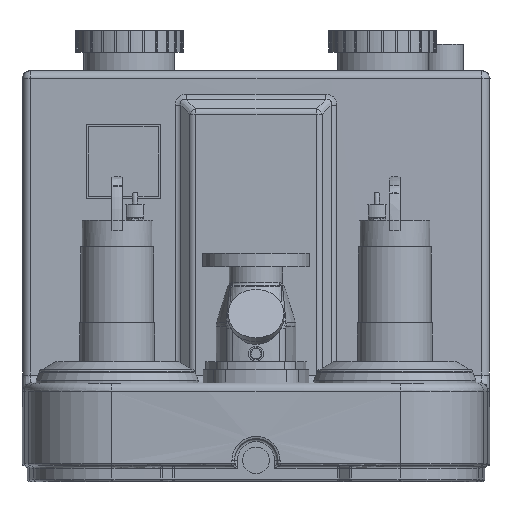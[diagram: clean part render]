
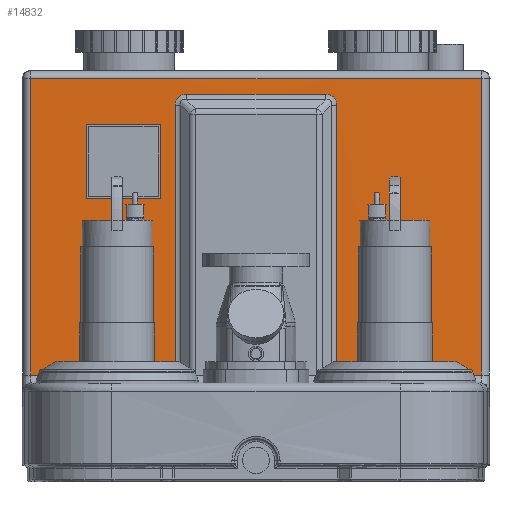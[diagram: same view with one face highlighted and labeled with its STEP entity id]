
A CAD part, front view. The second image highlights one B-rep face of the part: STEP entity #14832.
In plain terms, the highlighted cylindrical face has radius 50000 mm (diameter 100000 mm), a partial arc.
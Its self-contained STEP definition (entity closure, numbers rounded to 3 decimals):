
#183=B_SPLINE_CURVE_WITH_KNOTS('',3,(#27673,#27674,#27675,#27676,#27677,
#27678,#27679,#27680,#27681,#27682,#27683,#27684,#27685,#27686,#27687,#27688,
#27689,#27690,#27691,#27692,#27693,#27694,#27695,#27696,#27697,#27698,#27699),
 .UNSPECIFIED.,.F.,.F.,(4,1,1,1,1,1,1,1,1,1,1,1,1,1,1,1,1,1,1,1,1,1,1,1,
4),(-3.375,-3.134,-2.893,-2.652,
-2.411,-2.29,-2.17,-1.928,
-1.848,-1.607,-1.567,-1.527,
-1.446,-1.286,-1.205,-1.185,
-1.165,-0.964,-0.663,-0.633,
-0.603,-0.542,-0.512,-0.482,
0.),.UNSPECIFIED.);
#184=B_SPLINE_CURVE_WITH_KNOTS('',3,(#27702,#27703,#27704,#27705,#27706,
#27707,#27708,#27709,#27710,#27711,#27712,#27713,#27714,#27715,#27716,#27717,
#27718,#27719,#27720),.UNSPECIFIED.,.F.,.F.,(4,1,1,1,1,1,1,1,1,1,1,1,1,
1,1,1,4),(-3.375,-2.893,-2.772,-2.411,
-2.29,-2.17,-1.928,-1.768,
-1.607,-1.446,-1.286,-1.125,
-0.964,-0.723,-0.482,-0.241,
0.),.UNSPECIFIED.);
#565=CYLINDRICAL_SURFACE('',#16241,50000.);
#1489=LINE('',#27633,#2572);
#1498=LINE('',#27653,#2581);
#1500=LINE('',#27659,#2583);
#1501=LINE('',#27663,#2584);
#1502=LINE('',#27667,#2585);
#1503=LINE('',#27671,#2586);
#2572=VECTOR('',#19798,10.);
#2581=VECTOR('',#19819,10.);
#2583=VECTOR('',#19825,10.);
#2584=VECTOR('',#19828,10.);
#2585=VECTOR('',#19831,10.);
#2586=VECTOR('',#19834,10.);
#3296=FACE_BOUND('',#4873,.T.);
#3874=FACE_OUTER_BOUND('',#4872,.T.);
#4872=EDGE_LOOP('',(#12560,#12561,#12562,#12563,#12564,#12565,#12566,#12567,
#12568,#12569));
#4873=EDGE_LOOP('',(#12570,#12571,#12572,#12573));
#5796=CIRCLE('',#16232,50000.);
#5798=CIRCLE('',#16238,50000.);
#5799=CIRCLE('',#16242,50000.);
#5800=CIRCLE('',#16243,50000.);
#5801=CIRCLE('',#16244,50000.);
#5802=CIRCLE('',#16245,50000.);
#7106=VERTEX_POINT('',#27623);
#7107=VERTEX_POINT('',#27624);
#7110=VERTEX_POINT('',#27632);
#7114=VERTEX_POINT('',#27647);
#7116=VERTEX_POINT('',#27657);
#7117=VERTEX_POINT('',#27658);
#7118=VERTEX_POINT('',#27660);
#7119=VERTEX_POINT('',#27662);
#7120=VERTEX_POINT('',#27664);
#7121=VERTEX_POINT('',#27666);
#7122=VERTEX_POINT('',#27668);
#7123=VERTEX_POINT('',#27670);
#7124=VERTEX_POINT('',#27672);
#7125=VERTEX_POINT('',#27700);
#8959=EDGE_CURVE('',#7106,#7107,#5796,.T.);
#8963=EDGE_CURVE('',#7110,#7106,#1489,.T.);
#8971=EDGE_CURVE('',#7114,#7110,#5798,.T.);
#8974=EDGE_CURVE('',#7107,#7114,#1498,.T.);
#8976=EDGE_CURVE('',#7116,#7117,#1500,.T.);
#8977=EDGE_CURVE('',#7118,#7116,#5799,.T.);
#8978=EDGE_CURVE('',#7119,#7118,#1501,.T.);
#8979=EDGE_CURVE('',#7120,#7119,#5800,.T.);
#8980=EDGE_CURVE('',#7121,#7120,#1502,.T.);
#8981=EDGE_CURVE('',#7122,#7121,#5801,.T.);
#8982=EDGE_CURVE('',#7123,#7122,#1503,.T.);
#8983=EDGE_CURVE('',#7124,#7123,#183,.T.);
#8984=EDGE_CURVE('',#7125,#7124,#5802,.T.);
#8985=EDGE_CURVE('',#7117,#7125,#184,.T.);
#12560=ORIENTED_EDGE('',*,*,#8976,.F.);
#12561=ORIENTED_EDGE('',*,*,#8977,.F.);
#12562=ORIENTED_EDGE('',*,*,#8978,.F.);
#12563=ORIENTED_EDGE('',*,*,#8979,.F.);
#12564=ORIENTED_EDGE('',*,*,#8980,.F.);
#12565=ORIENTED_EDGE('',*,*,#8981,.F.);
#12566=ORIENTED_EDGE('',*,*,#8982,.F.);
#12567=ORIENTED_EDGE('',*,*,#8983,.F.);
#12568=ORIENTED_EDGE('',*,*,#8984,.F.);
#12569=ORIENTED_EDGE('',*,*,#8985,.F.);
#12570=ORIENTED_EDGE('',*,*,#8963,.T.);
#12571=ORIENTED_EDGE('',*,*,#8959,.T.);
#12572=ORIENTED_EDGE('',*,*,#8974,.T.);
#12573=ORIENTED_EDGE('',*,*,#8971,.T.);
#14832=ADVANCED_FACE('',(#3874,#3296),#565,.T.);
#16232=AXIS2_PLACEMENT_3D('',#27625,#19791,#19792);
#16238=AXIS2_PLACEMENT_3D('',#27648,#19813,#19814);
#16241=AXIS2_PLACEMENT_3D('',#27656,#19823,#19824);
#16242=AXIS2_PLACEMENT_3D('',#27661,#19826,#19827);
#16243=AXIS2_PLACEMENT_3D('',#27665,#19829,#19830);
#16244=AXIS2_PLACEMENT_3D('',#27669,#19832,#19833);
#16245=AXIS2_PLACEMENT_3D('',#27701,#19835,#19836);
#19791=DIRECTION('center_axis',(0.,0.,1.));
#19792=DIRECTION('ref_axis',(-0.009,-1.,0.));
#19798=DIRECTION('',(0.,0.,1.));
#19813=DIRECTION('center_axis',(0.,0.,-1.));
#19814=DIRECTION('ref_axis',(-0.009,-1.,0.));
#19819=DIRECTION('',(0.,0.,-1.));
#19823=DIRECTION('center_axis',(0.,0.,1.));
#19824=DIRECTION('ref_axis',(-0.009,-1.,0.));
#19825=DIRECTION('',(0.,0.,1.));
#19826=DIRECTION('center_axis',(0.,0.,-1.));
#19827=DIRECTION('ref_axis',(0.006,-1.,0.));
#19828=DIRECTION('',(0.,0.,-1.));
#19829=DIRECTION('center_axis',(0.,0.,1.));
#19830=DIRECTION('ref_axis',(0.,-1.,0.));
#19831=DIRECTION('',(0.,0.,1.));
#19832=DIRECTION('center_axis',(0.,0.,-1.));
#19833=DIRECTION('ref_axis',(-0.006,-1.,0.));
#19834=DIRECTION('',(0.,0.,-1.));
#19835=DIRECTION('center_axis',(0.,0.,-1.));
#19836=DIRECTION('ref_axis',(0.,-1.,0.));
#27623=CARTESIAN_POINT('',(-318.5,-643.986,670.));
#27624=CARTESIAN_POINT('',(-178.5,-644.681,670.));
#27625=CARTESIAN_POINT('Origin',(0.,49355.,670.));
#27632=CARTESIAN_POINT('',(-318.5,-643.986,530.));
#27633=CARTESIAN_POINT('',(-318.5,-643.986,185.));
#27647=CARTESIAN_POINT('',(-178.5,-644.681,530.));
#27648=CARTESIAN_POINT('Origin',(0.,49355.,530.));
#27653=CARTESIAN_POINT('',(-178.5,-644.681,185.));
#27656=CARTESIAN_POINT('Origin',(0.,49355.,185.));
#27657=CARTESIAN_POINT('',(151.253,-644.771,200.));
#27658=CARTESIAN_POINT('',(151.253,-644.771,705.06));
#27659=CARTESIAN_POINT('',(151.253,-644.771,185.));
#27660=CARTESIAN_POINT('',(422.283,-643.217,200.));
#27661=CARTESIAN_POINT('Origin',(0.,49355.,200.));
#27662=CARTESIAN_POINT('',(422.283,-643.217,755.));
#27663=CARTESIAN_POINT('',(422.283,-643.217,185.));
#27664=CARTESIAN_POINT('',(-422.283,-643.217,755.));
#27665=CARTESIAN_POINT('Origin',(0.,49355.,755.));
#27666=CARTESIAN_POINT('',(-422.283,-643.217,200.));
#27667=CARTESIAN_POINT('',(-422.283,-643.217,185.));
#27668=CARTESIAN_POINT('',(-151.253,-644.771,200.));
#27669=CARTESIAN_POINT('Origin',(0.,49355.,200.));
#27670=CARTESIAN_POINT('',(-151.253,-644.771,705.06));
#27671=CARTESIAN_POINT('',(-151.253,-644.771,185.));
#27672=CARTESIAN_POINT('',(-130.041,-644.831,726.213));
#27673=CARTESIAN_POINT('Ctrl Pts',(-130.041,-644.831,
726.213));
#27674=CARTESIAN_POINT('Ctrl Pts',(-130.845,-644.829,
726.213));
#27675=CARTESIAN_POINT('Ctrl Pts',(-132.456,-644.825,
726.152));
#27676=CARTESIAN_POINT('Ctrl Pts',(-134.853,-644.818,
725.857));
#27677=CARTESIAN_POINT('Ctrl Pts',(-137.212,-644.812,
725.335));
#27678=CARTESIAN_POINT('Ctrl Pts',(-139.127,-644.806,
724.69));
#27679=CARTESIAN_POINT('Ctrl Pts',(-140.597,-644.802,
724.045));
#27680=CARTESIAN_POINT('Ctrl Pts',(-142.036,-644.798,723.304));
#27681=CARTESIAN_POINT('Ctrl Pts',(-143.288,-644.795,
722.495));
#27682=CARTESIAN_POINT('Ctrl Pts',(-144.775,-644.79,
721.327));
#27683=CARTESIAN_POINT('Ctrl Pts',(-145.652,-644.788,
720.496));
#27684=CARTESIAN_POINT('Ctrl Pts',(-146.369,-644.786,
719.696));
#27685=CARTESIAN_POINT('Ctrl Pts',(-146.719,-644.785,
719.287));
#27686=CARTESIAN_POINT('Ctrl Pts',(-147.308,-644.783,718.549));
#27687=CARTESIAN_POINT('Ctrl Pts',(-147.923,-644.781,
717.657));
#27688=CARTESIAN_POINT('Ctrl Pts',(-148.373,-644.78,716.901));
#27689=CARTESIAN_POINT('Ctrl Pts',(-148.571,-644.779,716.548));
#27690=CARTESIAN_POINT('Ctrl Pts',(-148.958,-644.778,
715.835));
#27691=CARTESIAN_POINT('Ctrl Pts',(-149.702,-644.776,
714.251));
#27692=CARTESIAN_POINT('Ctrl Pts',(-150.253,-644.774,
712.56));
#27693=CARTESIAN_POINT('Ctrl Pts',(-150.544,-644.773,711.381));
#27694=CARTESIAN_POINT('Ctrl Pts',(-150.636,-644.773,
710.987));
#27695=CARTESIAN_POINT('Ctrl Pts',(-150.72,-644.773,
710.591));
#27696=CARTESIAN_POINT('Ctrl Pts',(-150.797,-644.773,
710.193));
#27697=CARTESIAN_POINT('Ctrl Pts',(-151.122,-644.772,
708.397));
#27698=CARTESIAN_POINT('Ctrl Pts',(-151.253,-644.771,
706.667));
#27699=CARTESIAN_POINT('Ctrl Pts',(-151.253,-644.771,
705.06));
#27700=CARTESIAN_POINT('',(130.041,-644.831,726.213));
#27701=CARTESIAN_POINT('Origin',(0.,49355.,726.213));
#27702=CARTESIAN_POINT('Ctrl Pts',(151.253,-644.771,705.06));
#27703=CARTESIAN_POINT('Ctrl Pts',(151.253,-644.771,706.667));
#27704=CARTESIAN_POINT('Ctrl Pts',(151.099,-644.772,708.685));
#27705=CARTESIAN_POINT('Ctrl Pts',(150.474,-644.774,711.839));
#27706=CARTESIAN_POINT('Ctrl Pts',(149.88,-644.775,713.777));
#27707=CARTESIAN_POINT('Ctrl Pts',(149.066,-644.778,715.613));
#27708=CARTESIAN_POINT('Ctrl Pts',(148.32,-644.78,717.049));
#27709=CARTESIAN_POINT('Ctrl Pts',(147.357,-644.783,718.525));
#27710=CARTESIAN_POINT('Ctrl Pts',(146.149,-644.786,719.979));
#27711=CARTESIAN_POINT('Ctrl Pts',(145.011,-644.79,721.114));
#27712=CARTESIAN_POINT('Ctrl Pts',(143.764,-644.793,722.146));
#27713=CARTESIAN_POINT('Ctrl Pts',(142.423,-644.797,723.063));
#27714=CARTESIAN_POINT('Ctrl Pts',(141.004,-644.801,723.856));
#27715=CARTESIAN_POINT('Ctrl Pts',(139.29,-644.806,724.633));
#27716=CARTESIAN_POINT('Ctrl Pts',(137.257,-644.812,725.323));
#27717=CARTESIAN_POINT('Ctrl Pts',(134.88,-644.818,725.853));
#27718=CARTESIAN_POINT('Ctrl Pts',(132.462,-644.825,726.152));
#27719=CARTESIAN_POINT('Ctrl Pts',(130.845,-644.829,726.213));
#27720=CARTESIAN_POINT('Ctrl Pts',(130.041,-644.831,726.213));
